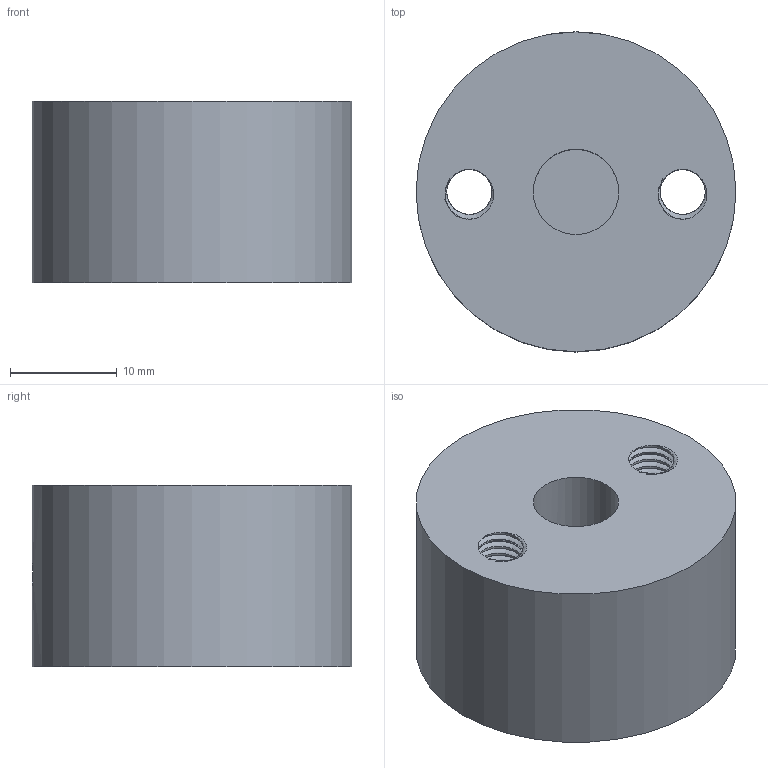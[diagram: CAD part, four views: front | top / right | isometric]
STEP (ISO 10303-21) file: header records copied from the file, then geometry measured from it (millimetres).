
FILE_DESCRIPTION(/* description */ (''),/* implementation_level */ '2;1');
FILE_NAME(/* name */ 'adaptateur moteur lame v1.step',/* time_stamp */ '2019-10-30T10:25:59+01:00',/* author */ (''),/* organization */ (''),/* preprocessor_version */ 'ST-DEVELOPER v18',/* originating_system */ 'Autodesk Translation Framework v8.9.1.1155',/* authorisation */ '');
FILE_SCHEMA (('AUTOMOTIVE_DESIGN { 1 0 10303 214 3 1 1 }'));
Length unit declared in the file: millimetre
Products named in the file (1): adaptateur moteur lame
Bounding box: 30 x 30 x 17 mm (x, y, z)
Volume: 10782.2 mm3; surface area: 4400.1 mm2
Topology: 1 solids, 1 shells, 178 faces, 472 edges, 297 vertices
Faces by surface type: cylinder 166, bspline 7, plane 5
Full cylindrical faces by diameter (mm): 2.529 x25, 3.086 x27, 4.234 x50, 5.12 x50, 8 x1, 30 x1
Entity records: 13145 total; most frequent: CARTESIAN_POINT 9315, ORIENTED_EDGE 944, DIRECTION 534, EDGE_CURVE 472, VERTEX_POINT 297, B_SPLINE_CURVE_WITH_KNOTS 296, AXIS2_PLACEMENT_3D 186, EDGE_LOOP 185
